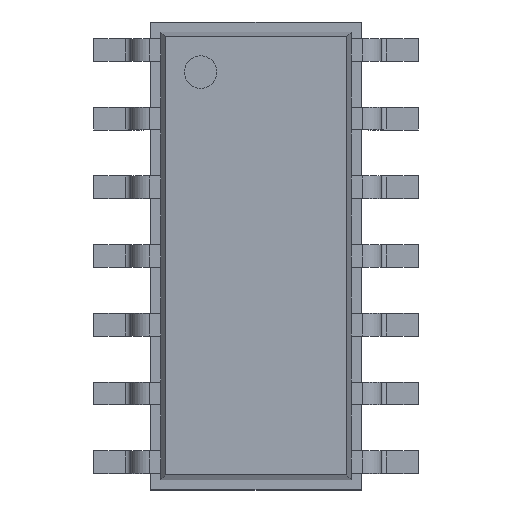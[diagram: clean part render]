
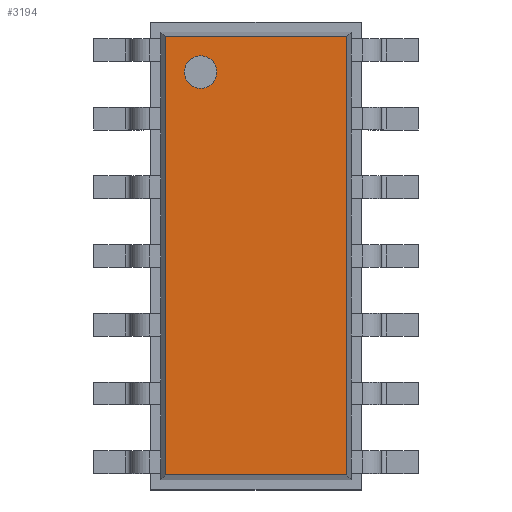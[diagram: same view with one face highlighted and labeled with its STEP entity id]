
A CAD part, top view. The second image highlights one B-rep face of the part: STEP entity #3194.
In plain terms, the highlighted planar face has unit normal (0, 0, 1).
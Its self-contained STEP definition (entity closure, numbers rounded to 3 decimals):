
#2315 = VERTEX_POINT('',#2316);
#2316 = CARTESIAN_POINT('',(1.673,4.048,1.55));
#2321 = EDGE_CURVE('',#2322,#2315,#2324,.T.);
#2322 = VERTEX_POINT('',#2323);
#2323 = CARTESIAN_POINT('',(1.673,-4.048,1.55));
#2324 = LINE('',#2325,#2326);
#2325 = CARTESIAN_POINT('',(1.673,-4.048,1.55));
#2326 = VECTOR('',#2327,1.);
#2327 = DIRECTION('',(0.,1.,0.));
#2344 = VERTEX_POINT('',#2345);
#2345 = CARTESIAN_POINT('',(-1.673,4.048,1.55));
#2350 = EDGE_CURVE('',#2315,#2344,#2351,.T.);
#2351 = LINE('',#2352,#2353);
#2352 = CARTESIAN_POINT('',(1.673,4.048,1.55));
#2353 = VECTOR('',#2354,1.);
#2354 = DIRECTION('',(-1.,0.,0.));
#2416 = VERTEX_POINT('',#2417);
#2417 = CARTESIAN_POINT('',(-1.673,-4.048,1.55));
#2422 = EDGE_CURVE('',#2344,#2416,#2423,.T.);
#2423 = LINE('',#2424,#2425);
#2424 = CARTESIAN_POINT('',(-1.673,4.048,1.55));
#2425 = VECTOR('',#2426,1.);
#2426 = DIRECTION('',(0.,-1.,0.));
#2523 = EDGE_CURVE('',#2416,#2322,#2524,.T.);
#2524 = LINE('',#2525,#2526);
#2525 = CARTESIAN_POINT('',(-1.673,-4.048,1.55));
#2526 = VECTOR('',#2527,1.);
#2527 = DIRECTION('',(1.,0.,0.));
#3194 = ADVANCED_FACE('',(#3195,#3201),#3212,.F.);
#3195 = FACE_BOUND('',#3196,.F.);
#3196 = EDGE_LOOP('',(#3197,#3198,#3199,#3200));
#3197 = ORIENTED_EDGE('',*,*,#2422,.F.);
#3198 = ORIENTED_EDGE('',*,*,#2350,.F.);
#3199 = ORIENTED_EDGE('',*,*,#2321,.F.);
#3200 = ORIENTED_EDGE('',*,*,#2523,.F.);
#3201 = FACE_BOUND('',#3202,.F.);
#3202 = EDGE_LOOP('',(#3203));
#3203 = ORIENTED_EDGE('',*,*,#3204,.F.);
#3204 = EDGE_CURVE('',#3205,#3205,#3207,.T.);
#3205 = VERTEX_POINT('',#3206);
#3206 = CARTESIAN_POINT('',(-1.023,3.098,1.55));
#3207 = CIRCLE('',#3208,0.3);
#3208 = AXIS2_PLACEMENT_3D('',#3209,#3210,#3211);
#3209 = CARTESIAN_POINT('',(-1.023,3.398,1.55));
#3210 = DIRECTION('',(0.,-0.,-1.));
#3211 = DIRECTION('',(0.,-1.,0.));
#3212 = PLANE('',#3213);
#3213 = AXIS2_PLACEMENT_3D('',#3214,#3215,#3216);
#3214 = CARTESIAN_POINT('',(-1.673,4.048,1.55));
#3215 = DIRECTION('',(0.,0.,-1.));
#3216 = DIRECTION('',(0.382,-0.924,0.));
